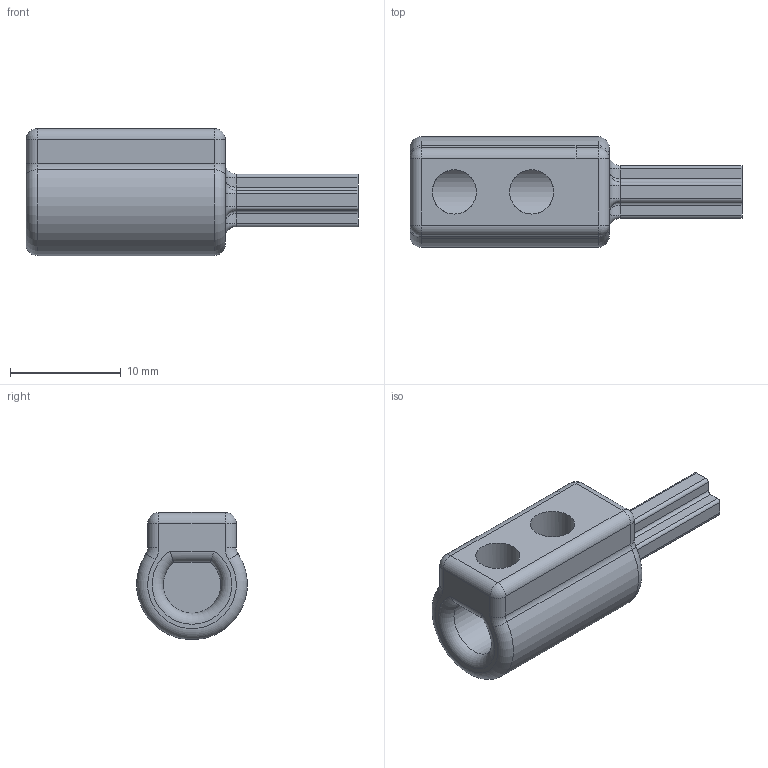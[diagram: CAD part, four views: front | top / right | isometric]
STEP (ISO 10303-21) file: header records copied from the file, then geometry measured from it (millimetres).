
FILE_DESCRIPTION(/* description */ (''),/* implementation_level */ '2;1');
FILE_NAME(/* name */ 'wheelAxis v9.step',/* time_stamp */ '2024-08-25T17:35:01+02:00',/* author */ (''),/* organization */ (''),/* preprocessor_version */ 'ST-DEVELOPER v20',/* originating_system */ 'Autodesk Translation Framework v13.14.0.145',/* authorisation */ '');
FILE_SCHEMA (('AUTOMOTIVE_DESIGN { 1 0 10303 214 3 1 1 }'));
Length unit declared in the file: millimetre
Products named in the file (1): wheelAxis
Bounding box: 30 x 9.98 x 11.48 mm (x, y, z)
Volume: 1447.3 mm3; surface area: 1311.5 mm2
Topology: 1 solids, 1 shells, 87 faces, 207 edges, 118 vertices
Faces by surface type: cylinder 41, plane 23, torus 15, sphere 4, bspline 4
Full cylindrical faces by diameter (mm): 4 x2
Entity records: 2657 total; most frequent: CARTESIAN_POINT 587, DIRECTION 466, ORIENTED_EDGE 406, EDGE_CURVE 203, AXIS2_PLACEMENT_3D 185, VERTEX_POINT 118, LINE 96, VECTOR 96
